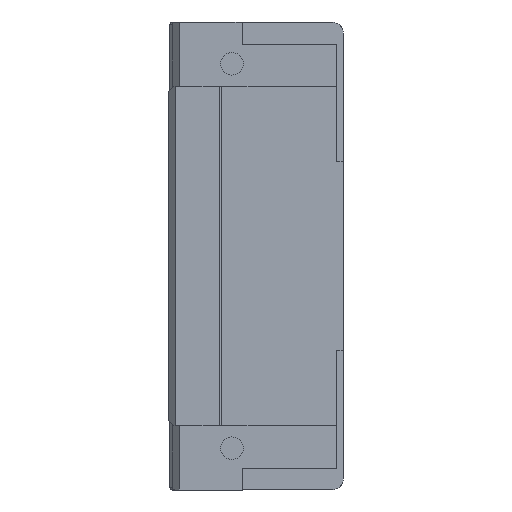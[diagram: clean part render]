
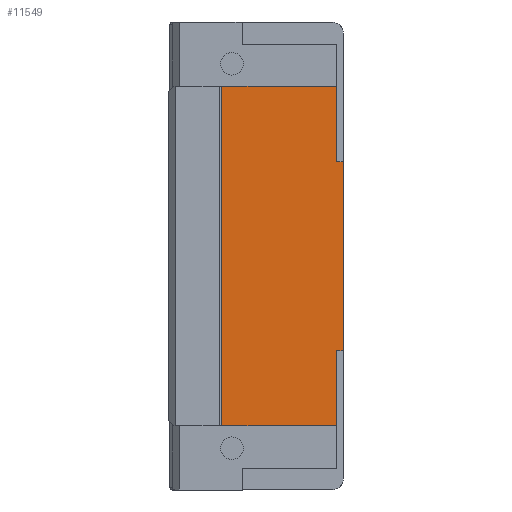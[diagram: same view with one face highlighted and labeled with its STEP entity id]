
A CAD part, left-side view. The second image highlights one B-rep face of the part: STEP entity #11549.
In plain terms, the highlighted planar face has unit normal (-1, 0, 0).
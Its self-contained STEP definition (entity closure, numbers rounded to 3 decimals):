
#37 = CARTESIAN_POINT ( 'NONE',  ( -16.7, -4.7, 31.35 ) ) ;
#38 = CARTESIAN_POINT ( 'NONE',  ( -16.7, -4.7, 8.9 ) ) ;
#1290 = VERTEX_POINT ( 'NONE', #3455 ) ;
#1292 = VERTEX_POINT ( 'NONE', #3456 ) ;
#2124 = EDGE_LOOP ( 'NONE', ( #8358, #8359, #8356, #8353, #8346, #8342, #8360, #8355 ) ) ;
#2761 = VECTOR ( 'NONE', #12235, 1000. ) ;
#2762 = LINE ( 'NONE', #12233, #2761 ) ;
#2783 = VECTOR ( 'NONE', #12161, 1000. ) ;
#2784 = LINE ( 'NONE', #12160, #2783 ) ;
#2824 = FACE_OUTER_BOUND ( 'NONE', #2124, .T. ) ;
#3178 = VECTOR ( 'NONE', #4693, 1000. ) ;
#3188 = LINE ( 'NONE', #4688, #3178 ) ;
#3455 = CARTESIAN_POINT ( 'NONE',  ( -16.7, -3.9, 0. ) ) ;
#3456 = CARTESIAN_POINT ( 'NONE',  ( -16.7, 9.7, 0. ) ) ;
#3825 = CARTESIAN_POINT ( 'NONE',  ( -16.7, -3.9, 40.3 ) ) ;
#3826 = CARTESIAN_POINT ( 'NONE',  ( -16.7, -3.9, 31.35 ) ) ;
#3827 = CARTESIAN_POINT ( 'NONE',  ( -16.7, 9.7, 40.3 ) ) ;
#3828 = CARTESIAN_POINT ( 'NONE',  ( -16.7, -3.9, 8.9 ) ) ;
#4688 = CARTESIAN_POINT ( 'NONE',  ( -16.7, -4.7, 31.35 ) ) ;
#4693 = DIRECTION ( 'NONE',  ( 0., -1., 0. ) ) ;
#5987 = LINE ( 'NONE', #15199, #5990 ) ;
#5990 = VECTOR ( 'NONE', #15200, 1000. ) ;
#6615 = VERTEX_POINT ( 'NONE', #37 ) ;
#6616 = VERTEX_POINT ( 'NONE', #38 ) ;
#7769 = PLANE ( 'NONE',  #14266 ) ;
#7772 = CARTESIAN_POINT ( 'NONE',  ( -16.7, -4.7, 40.3 ) ) ;
#7783 = DIRECTION ( 'NONE',  ( 1., 0., 0. ) ) ;
#7785 = DIRECTION ( 'NONE',  ( 0., 0., -1. ) ) ;
#8342 = ORIENTED_EDGE ( 'NONE', *, *, #12347, .F. ) ;
#8346 = ORIENTED_EDGE ( 'NONE', *, *, #12006, .F. ) ;
#8353 = ORIENTED_EDGE ( 'NONE', *, *, #14495, .T. ) ;
#8355 = ORIENTED_EDGE ( 'NONE', *, *, #9682, .F. ) ;
#8356 = ORIENTED_EDGE ( 'NONE', *, *, #12113, .T. ) ;
#8358 = ORIENTED_EDGE ( 'NONE', *, *, #12394, .F. ) ;
#8359 = ORIENTED_EDGE ( 'NONE', *, *, #12399, .F. ) ;
#8360 = ORIENTED_EDGE ( 'NONE', *, *, #14664, .F. ) ;
#8743 = VERTEX_POINT ( 'NONE', #3825 ) ;
#8744 = VERTEX_POINT ( 'NONE', #3826 ) ;
#8745 = VERTEX_POINT ( 'NONE', #3827 ) ;
#8746 = VERTEX_POINT ( 'NONE', #3828 ) ;
#9682 = EDGE_CURVE ( 'NONE', #8744, #6615, #3188, .T. ) ;
#9750 = CARTESIAN_POINT ( 'NONE',  ( -16.7, -4.7, 0. ) ) ;
#9751 = DIRECTION ( 'NONE',  ( 0., -1., 0. ) ) ;
#11296 = VECTOR ( 'NONE', #9751, 1000. ) ;
#11297 = LINE ( 'NONE', #9750, #11296 ) ;
#11549 = ADVANCED_FACE ( 'NONE', ( #2824 ), #7769, .F. ) ;
#12006 = EDGE_CURVE ( 'NONE', #8746, #1290, #2784, .T. ) ;
#12113 = EDGE_CURVE ( 'NONE', #8745, #1292, #2762, .T. ) ;
#12160 = CARTESIAN_POINT ( 'NONE',  ( -16.7, -3.9, 40.3 ) ) ;
#12161 = DIRECTION ( 'NONE',  ( 0., 0., -1. ) ) ;
#12233 = CARTESIAN_POINT ( 'NONE',  ( -16.7, 9.7, 40.3 ) ) ;
#12235 = DIRECTION ( 'NONE',  ( 0., 0., -1. ) ) ;
#12347 = EDGE_CURVE ( 'NONE', #6616, #8746, #14992, .T. ) ;
#12394 = EDGE_CURVE ( 'NONE', #8743, #8744, #14965, .T. ) ;
#12399 = EDGE_CURVE ( 'NONE', #8745, #8743, #14963, .T. ) ;
#12859 = CARTESIAN_POINT ( 'NONE',  ( -16.7, -4.7, 8.9 ) ) ;
#12860 = DIRECTION ( 'NONE',  ( 0., 1., 0. ) ) ;
#12964 = CARTESIAN_POINT ( 'NONE',  ( -16.7, -3.9, 40.3 ) ) ;
#12965 = DIRECTION ( 'NONE',  ( 0., 0., -1. ) ) ;
#12981 = CARTESIAN_POINT ( 'NONE',  ( -16.7, -4.7, 40.3 ) ) ;
#12982 = DIRECTION ( 'NONE',  ( 0., -1., 0. ) ) ;
#14266 = AXIS2_PLACEMENT_3D ( 'NONE', #7772, #7783, #7785 ) ;
#14495 = EDGE_CURVE ( 'NONE', #1292, #1290, #11297, .T. ) ;
#14664 = EDGE_CURVE ( 'NONE', #6615, #6616, #5987, .T. ) ;
#14962 = VECTOR ( 'NONE', #12982, 1000. ) ;
#14963 = LINE ( 'NONE', #12981, #14962 ) ;
#14964 = VECTOR ( 'NONE', #12965, 1000. ) ;
#14965 = LINE ( 'NONE', #12964, #14964 ) ;
#14991 = VECTOR ( 'NONE', #12860, 1000. ) ;
#14992 = LINE ( 'NONE', #12859, #14991 ) ;
#15199 = CARTESIAN_POINT ( 'NONE',  ( -16.7, -4.7, 40.3 ) ) ;
#15200 = DIRECTION ( 'NONE',  ( 0., 0., -1. ) ) ;
